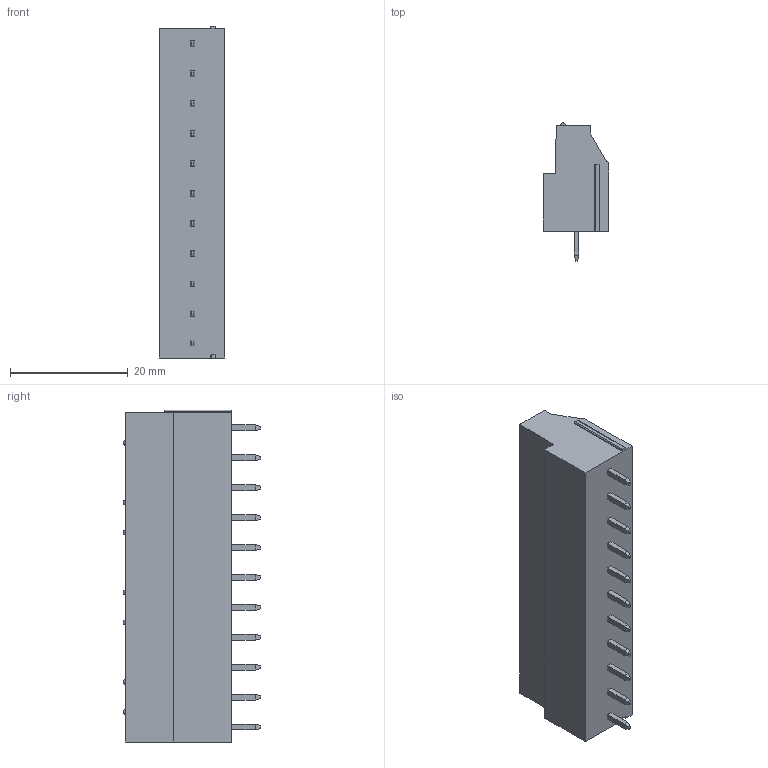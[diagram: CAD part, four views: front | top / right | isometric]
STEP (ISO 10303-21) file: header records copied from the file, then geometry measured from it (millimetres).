
FILE_DESCRIPTION((''),'2;1');
FILE_NAME('TL212V-XXP-XS','2024-10-21T',('sj'),(''),'PRO/ENGINEER BY PARAMETRIC TECHNOLOGY CORPORATION, 2013240','PRO/ENGINEER BY PARAMETRIC TECHNOLOGY CORPORATION, 2013240','');
FILE_SCHEMA(('AUTOMOTIVE_DESIGN_CC2 { 1 2 10303 214 -1 1 5 2 }'));
Length unit declared in the file: millimetre
Products named in the file (1): TL212V-XXP-XS
Bounding box: 11.2 x 23.4 x 56.38 mm (x, y, z)
Volume: 9141.3 mm3; surface area: 4255.2 mm2
Topology: 1 solids, 1 shells, 406 faces, 988 edges, 610 vertices
Faces by surface type: plane 260, cylinder 73, cone 44, torus 22, sphere 7
Entity records: 11774 total; most frequent: CARTESIAN_POINT 2210, DIRECTION 1990, ORIENTED_EDGE 1948, EDGE_CURVE 974, VECTOR 682, LINE 682, AXIS2_PLACEMENT_3D 654, VERTEX_POINT 610
